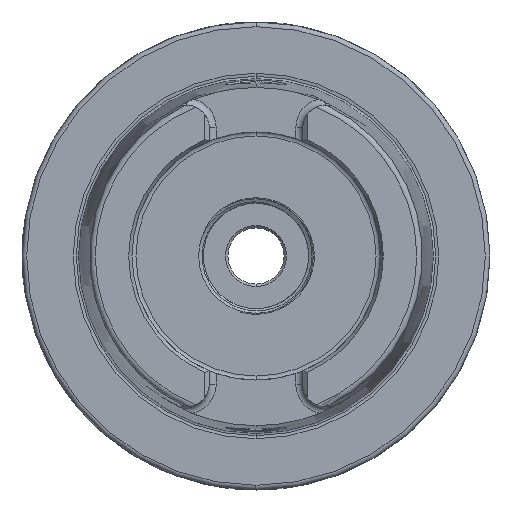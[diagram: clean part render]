
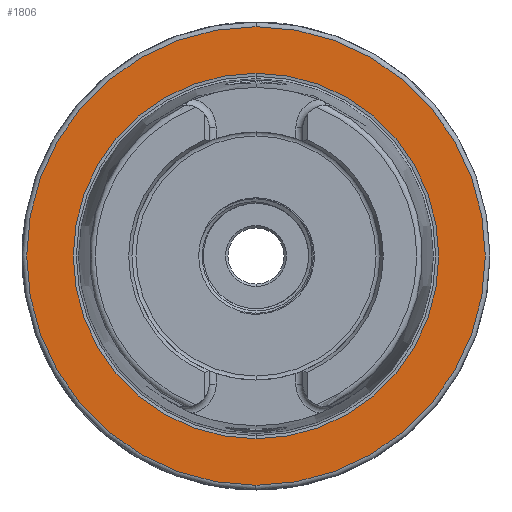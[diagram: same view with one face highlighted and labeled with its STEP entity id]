
A CAD part, left-side view. The second image highlights one B-rep face of the part: STEP entity #1806.
In plain terms, the highlighted planar face has unit normal (-1, 0, 0).
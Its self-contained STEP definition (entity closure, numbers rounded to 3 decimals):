
#100 = EDGE_CURVE ( 'NONE', #1511, #1510, #2621, .T. ) ;
#115 = EDGE_CURVE ( 'NONE', #1523, #1522, #2617, .T. ) ;
#190 = EDGE_CURVE ( 'NONE', #1522, #1523, #18189, .T. ) ;
#191 = EDGE_CURVE ( 'NONE', #1510, #1511, #18190, .T. ) ;
#1510 = VERTEX_POINT ( 'NONE', #4594 ) ;
#1511 = VERTEX_POINT ( 'NONE', #4595 ) ;
#1522 = VERTEX_POINT ( 'NONE', #4606 ) ;
#1523 = VERTEX_POINT ( 'NONE', #4607 ) ;
#1806 = ADVANCED_FACE ( 'NONE', ( #5686, #5691 ), #10437, .T. ) ;
#2617 = CIRCLE ( 'NONE', #17728, 39.054 ) ;
#2621 = CIRCLE ( 'NONE', #17721, 49. ) ;
#3117 = EDGE_LOOP ( 'NONE', ( #12367, #12366 ) ) ;
#3118 = EDGE_LOOP ( 'NONE', ( #12364, #12365 ) ) ;
#3276 = CARTESIAN_POINT ( 'NONE',  ( 0., 0., 0. ) ) ;
#3277 = DIRECTION ( 'NONE',  ( 1., 0., 0. ) ) ;
#3278 = DIRECTION ( 'NONE',  ( 0., 0., -1. ) ) ;
#4594 = CARTESIAN_POINT ( 'NONE',  ( 0., 0., -49. ) ) ;
#4595 = CARTESIAN_POINT ( 'NONE',  ( 0., 0., 49. ) ) ;
#4606 = CARTESIAN_POINT ( 'NONE',  ( 0., 0., -39.054 ) ) ;
#4607 = CARTESIAN_POINT ( 'NONE',  ( 0., 0., 39.054 ) ) ;
#5686 = FACE_OUTER_BOUND ( 'NONE', #3117, .T. ) ;
#5691 = FACE_BOUND ( 'NONE', #3118, .T. ) ;
#5693 = AXIS2_PLACEMENT_3D ( 'NONE', #10438, #10439, #10440 ) ;
#10437 = PLANE ( 'NONE',  #5693 ) ;
#10438 = CARTESIAN_POINT ( 'NONE',  ( 0., 39.054, 0. ) ) ;
#10439 = DIRECTION ( 'NONE',  ( -1., 0., 0. ) ) ;
#10440 = DIRECTION ( 'NONE',  ( 0., 0., 1. ) ) ;
#12364 = ORIENTED_EDGE ( 'NONE', *, *, #115, .T. ) ;
#12365 = ORIENTED_EDGE ( 'NONE', *, *, #190, .T. ) ;
#12366 = ORIENTED_EDGE ( 'NONE', *, *, #191, .T. ) ;
#12367 = ORIENTED_EDGE ( 'NONE', *, *, #100, .T. ) ;
#17721 = AXIS2_PLACEMENT_3D ( 'NONE', #20258, #20259, #20260 ) ;
#17728 = AXIS2_PLACEMENT_3D ( 'NONE', #3276, #3277, #3278 ) ;
#18189 = CIRCLE ( 'NONE', #21215, 39.054 ) ;
#18190 = CIRCLE ( 'NONE', #21227, 49. ) ;
#18935 = CARTESIAN_POINT ( 'NONE',  ( 0., 0., 0. ) ) ;
#18936 = DIRECTION ( 'NONE',  ( 1., 0., 0. ) ) ;
#18937 = DIRECTION ( 'NONE',  ( 0., 0., -1. ) ) ;
#18938 = CARTESIAN_POINT ( 'NONE',  ( 0., 0., 0. ) ) ;
#18939 = DIRECTION ( 'NONE',  ( -1., 0., 0. ) ) ;
#18940 = DIRECTION ( 'NONE',  ( 0., 0., 1. ) ) ;
#20258 = CARTESIAN_POINT ( 'NONE',  ( 0., 0., 0. ) ) ;
#20259 = DIRECTION ( 'NONE',  ( -1., 0., 0. ) ) ;
#20260 = DIRECTION ( 'NONE',  ( 0., 0., 1. ) ) ;
#21215 = AXIS2_PLACEMENT_3D ( 'NONE', #18935, #18936, #18937 ) ;
#21227 = AXIS2_PLACEMENT_3D ( 'NONE', #18938, #18939, #18940 ) ;
